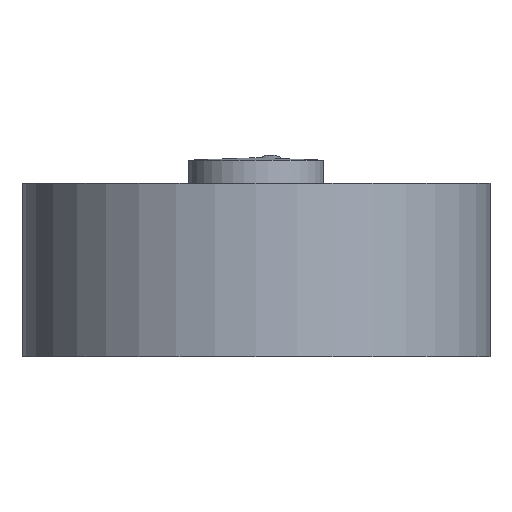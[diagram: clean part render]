
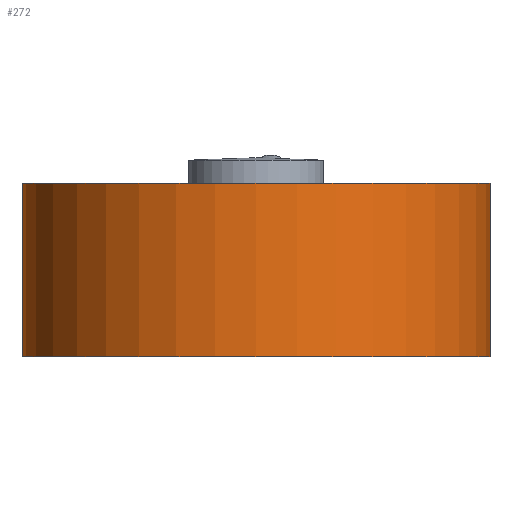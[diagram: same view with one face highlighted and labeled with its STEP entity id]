
A CAD part, front view. The second image highlights one B-rep face of the part: STEP entity #272.
In plain terms, the highlighted cylindrical face has radius 18.796 mm (diameter 37.592 mm), a full revolution.
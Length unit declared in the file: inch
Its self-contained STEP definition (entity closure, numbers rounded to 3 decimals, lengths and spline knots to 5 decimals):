
#181=CARTESIAN_POINT('',(0.0,0.,-0.195));
#182=DIRECTION('',(0.0,0.0,-1.0));
#183=DIRECTION('',(1.0,0.0,0.0));
#184=AXIS2_PLACEMENT_3D('',#181,#182,#183);
#185=CYLINDRICAL_SURFACE('',#184,0.74);
#186=CARTESIAN_POINT('',(-0.74,0.,0.08));
#187=VERTEX_POINT('',#186);
#188=CARTESIAN_POINT('',(0.0,0.,0.08));
#189=DIRECTION('',(0.0,0.0,-1.0));
#190=DIRECTION('',(1.0,0.0,0.0));
#191=AXIS2_PLACEMENT_3D('',#188,#189,#190);
#192=CIRCLE('',#191,0.74);
#193=EDGE_CURVE('',#187,#187,#192,.T.);
#194=ORIENTED_EDGE('',*,*,#193,.T.);
#195=EDGE_LOOP('',(#194));
#196=FACE_OUTER_BOUND('',#195,.T.);
#197=CARTESIAN_POINT('',(0.,-0.74,-0.205));
#198=VERTEX_POINT('',#197);
#199=CARTESIAN_POINT('',(0.,-0.74,-0.455));
#200=VERTEX_POINT('',#199);
#201=CARTESIAN_POINT('',(0.,-0.74,-0.205));
#202=CARTESIAN_POINT('',(0.00033,-0.74,-0.20504));
#203=CARTESIAN_POINT('',(0.00067,-0.74,-0.20508));
#204=CARTESIAN_POINT('',(0.01072,-0.73999,-0.20633));
#205=CARTESIAN_POINT('',(0.02028,-0.73978,-0.20865));
#206=CARTESIAN_POINT('',(0.03891,-0.73904,-0.21544));
#207=CARTESIAN_POINT('',(0.04793,-0.73849,-0.21995));
#208=CARTESIAN_POINT('',(0.06963,-0.73684,-0.23402));
#209=CARTESIAN_POINT('',(0.08132,-0.73558,-0.24496));
#210=CARTESIAN_POINT('',(0.10052,-0.73321,-0.27092));
#211=CARTESIAN_POINT('',(0.10773,-0.73213,-0.28596));
#212=CARTESIAN_POINT('',(0.1139,-0.73118,-0.31117));
#213=CARTESIAN_POINT('',(0.11505,-0.731,-0.32055));
#214=CARTESIAN_POINT('',(0.11505,-0.731,-0.33945));
#215=CARTESIAN_POINT('',(0.1139,-0.73118,-0.34883));
#216=CARTESIAN_POINT('',(0.10773,-0.73213,-0.37404));
#217=CARTESIAN_POINT('',(0.10052,-0.73321,-0.38908));
#218=CARTESIAN_POINT('',(0.08132,-0.73558,-0.41504));
#219=CARTESIAN_POINT('',(0.06963,-0.73684,-0.42598));
#220=CARTESIAN_POINT('',(0.04793,-0.73849,-0.44005));
#221=CARTESIAN_POINT('',(0.03891,-0.73904,-0.44456));
#222=CARTESIAN_POINT('',(0.02028,-0.73978,-0.45135));
#223=CARTESIAN_POINT('',(0.01072,-0.73999,-0.45367));
#224=CARTESIAN_POINT('',(0.00067,-0.74,-0.45492));
#225=CARTESIAN_POINT('',(0.00033,-0.74,-0.45496));
#226=CARTESIAN_POINT('',(0.,-0.74,-0.455));
#227=B_SPLINE_CURVE_WITH_KNOTS('',3,(#201,#202,#203,#204,#205,#206,#207,#208,#209,#210,#211,#212,#213,#214,#215,#216,#217,#218,#219,#220,#221,#222,#223,#224,#225,#226),.UNSPECIFIED.,.F.,.U.,(4,2,2,2,2,2,2,2,2,2,2,2,4),(-0.00101,0.0,0.02939,0.05953,0.10712,0.15673,0.18508,0.21343,0.26303,0.31062,0.34076,0.37015,0.37116),.UNSPECIFIED.);
#228=EDGE_CURVE('',#198,#200,#227,.T.);
#229=ORIENTED_EDGE('',*,*,#228,.T.);
#230=CARTESIAN_POINT('',(0.,-0.74,-0.455));
#231=CARTESIAN_POINT('',(-0.00033,-0.74,-0.45496));
#232=CARTESIAN_POINT('',(-0.00067,-0.74,-0.45492));
#233=CARTESIAN_POINT('',(-0.01072,-0.73999,-0.45367));
#234=CARTESIAN_POINT('',(-0.02028,-0.73978,-0.45135));
#235=CARTESIAN_POINT('',(-0.03891,-0.73904,-0.44456));
#236=CARTESIAN_POINT('',(-0.04793,-0.73849,-0.44005));
#237=CARTESIAN_POINT('',(-0.06963,-0.73684,-0.42598));
#238=CARTESIAN_POINT('',(-0.08132,-0.73558,-0.41504));
#239=CARTESIAN_POINT('',(-0.10052,-0.73321,-0.38908));
#240=CARTESIAN_POINT('',(-0.10773,-0.73213,-0.37404));
#241=CARTESIAN_POINT('',(-0.1139,-0.73118,-0.34883));
#242=CARTESIAN_POINT('',(-0.11505,-0.731,-0.33945));
#243=CARTESIAN_POINT('',(-0.11505,-0.731,-0.32055));
#244=CARTESIAN_POINT('',(-0.1139,-0.73118,-0.31117));
#245=CARTESIAN_POINT('',(-0.10773,-0.73213,-0.28596));
#246=CARTESIAN_POINT('',(-0.10052,-0.73321,-0.27092));
#247=CARTESIAN_POINT('',(-0.08132,-0.73558,-0.24496));
#248=CARTESIAN_POINT('',(-0.06963,-0.73684,-0.23402));
#249=CARTESIAN_POINT('',(-0.04793,-0.73849,-0.21995));
#250=CARTESIAN_POINT('',(-0.03891,-0.73904,-0.21544));
#251=CARTESIAN_POINT('',(-0.02028,-0.73978,-0.20865));
#252=CARTESIAN_POINT('',(-0.01072,-0.73999,-0.20633));
#253=CARTESIAN_POINT('',(-0.00067,-0.74,-0.20508));
#254=CARTESIAN_POINT('',(-0.00033,-0.74,-0.20504));
#255=CARTESIAN_POINT('',(0.,-0.74,-0.205));
#256=B_SPLINE_CURVE_WITH_KNOTS('',3,(#230,#231,#232,#233,#234,#235,#236,#237,#238,#239,#240,#241,#242,#243,#244,#245,#246,#247,#248,#249,#250,#251,#252,#253,#254,#255),.UNSPECIFIED.,.F.,.U.,(4,2,2,2,2,2,2,2,2,2,2,2,4),(-0.00101,0.0,0.02939,0.05953,0.10712,0.15673,0.18508,0.21343,0.26303,0.31062,0.34076,0.37015,0.37116),.UNSPECIFIED.);
#257=EDGE_CURVE('',#200,#198,#256,.T.);
#258=ORIENTED_EDGE('',*,*,#257,.T.);
#259=EDGE_LOOP('',(#229,#258));
#260=FACE_BOUND('',#259,.T.);
#261=CARTESIAN_POINT('',(-0.74,0.,-0.47));
#262=VERTEX_POINT('',#261);
#263=CARTESIAN_POINT('',(0.0,0.,-0.47));
#264=DIRECTION('',(0.0,0.0,-1.0));
#265=DIRECTION('',(1.0,0.0,0.0));
#266=AXIS2_PLACEMENT_3D('',#263,#264,#265);
#267=CIRCLE('',#266,0.74);
#268=EDGE_CURVE('',#262,#262,#267,.T.);
#269=ORIENTED_EDGE('',*,*,#268,.F.);
#270=EDGE_LOOP('',(#269));
#271=FACE_BOUND('',#270,.T.);
#272=ADVANCED_FACE('',(#196,#260,#271),#185,.T.);
